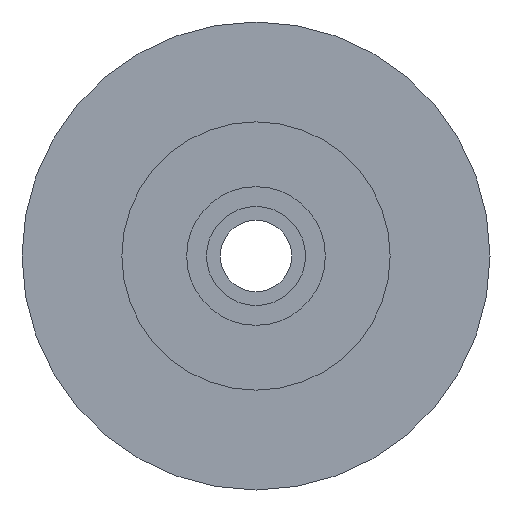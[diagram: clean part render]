
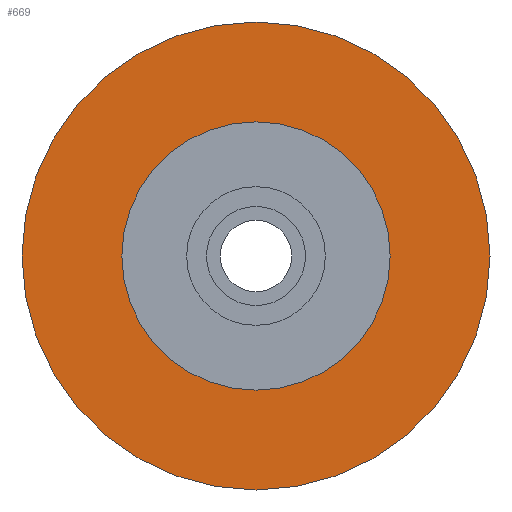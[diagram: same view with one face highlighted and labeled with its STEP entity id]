
A CAD part, front view. The second image highlights one B-rep face of the part: STEP entity #669.
In plain terms, the highlighted planar face has unit normal (0, -1, 0).
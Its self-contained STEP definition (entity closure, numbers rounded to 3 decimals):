
#90=FACE_BOUND('',#183,.T.);
#101=PLANE('',#823);
#137=FACE_OUTER_BOUND('',#182,.T.);
#182=EDGE_LOOP('',(#496,#497));
#183=EDGE_LOOP('',(#498,#499));
#272=CIRCLE('',#811,15.);
#273=CIRCLE('',#812,15.);
#278=CIRCLE('',#821,8.6);
#279=CIRCLE('',#822,8.6);
#320=VERTEX_POINT('',#1130);
#321=VERTEX_POINT('',#1132);
#326=VERTEX_POINT('',#1148);
#327=VERTEX_POINT('',#1150);
#382=EDGE_CURVE('',#320,#321,#272,.T.);
#383=EDGE_CURVE('',#321,#320,#273,.T.);
#390=EDGE_CURVE('',#327,#326,#278,.T.);
#391=EDGE_CURVE('',#326,#327,#279,.T.);
#496=ORIENTED_EDGE('',*,*,#383,.F.);
#497=ORIENTED_EDGE('',*,*,#382,.F.);
#498=ORIENTED_EDGE('',*,*,#390,.T.);
#499=ORIENTED_EDGE('',*,*,#391,.T.);
#669=ADVANCED_FACE('',(#137,#90),#101,.T.);
#811=AXIS2_PLACEMENT_3D('',#1133,#919,#920);
#812=AXIS2_PLACEMENT_3D('',#1134,#921,#922);
#821=AXIS2_PLACEMENT_3D('',#1151,#941,#942);
#822=AXIS2_PLACEMENT_3D('',#1152,#943,#944);
#823=AXIS2_PLACEMENT_3D('',#1153,#945,#946);
#919=DIRECTION('center_axis',(0.,1.,0.));
#920=DIRECTION('ref_axis',(1.,0.,0.));
#921=DIRECTION('center_axis',(0.,1.,0.));
#922=DIRECTION('ref_axis',(1.,0.,0.));
#941=DIRECTION('center_axis',(0.,1.,0.));
#942=DIRECTION('ref_axis',(1.,0.,0.));
#943=DIRECTION('center_axis',(0.,1.,0.));
#944=DIRECTION('ref_axis',(1.,0.,0.));
#945=DIRECTION('center_axis',(0.,-1.,0.));
#946=DIRECTION('ref_axis',(0.,0.,-1.));
#1130=CARTESIAN_POINT('',(15.,0.,0.));
#1132=CARTESIAN_POINT('',(-15.,0.,0.));
#1133=CARTESIAN_POINT('Origin',(0.,0.,0.));
#1134=CARTESIAN_POINT('Origin',(0.,0.,0.));
#1148=CARTESIAN_POINT('',(8.6,0.,0.));
#1150=CARTESIAN_POINT('',(-8.6,0.,0.));
#1151=CARTESIAN_POINT('Origin',(0.,0.,0.));
#1152=CARTESIAN_POINT('Origin',(0.,0.,0.));
#1153=CARTESIAN_POINT('Origin',(-15.,0.,0.));
